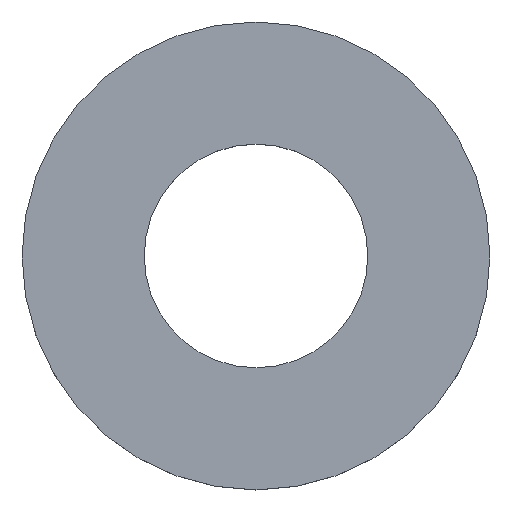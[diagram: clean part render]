
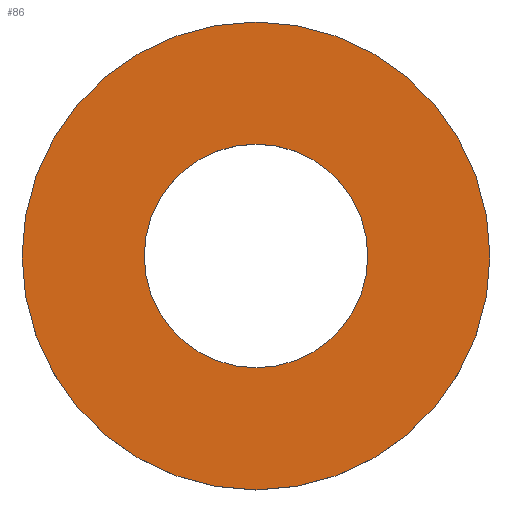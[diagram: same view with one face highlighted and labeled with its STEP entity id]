
A CAD part, top view. The second image highlights one B-rep face of the part: STEP entity #86.
In plain terms, the highlighted planar face has unit normal (0, 0, 1).
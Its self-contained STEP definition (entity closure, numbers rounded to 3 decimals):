
#29=FACE_BOUND('',#40,.T.);
#33=FACE_OUTER_BOUND('',#39,.T.);
#39=EDGE_LOOP('',(#74,#75));
#40=EDGE_LOOP('',(#76));
#45=CIRCLE('',#108,2.15);
#46=CIRCLE('',#110,4.5);
#47=CIRCLE('',#112,4.5);
#51=VERTEX_POINT('',#156);
#52=VERTEX_POINT('',#160);
#53=VERTEX_POINT('',#161);
#57=EDGE_CURVE('',#51,#51,#45,.T.);
#59=EDGE_CURVE('',#52,#53,#46,.T.);
#62=EDGE_CURVE('',#53,#52,#47,.T.);
#74=ORIENTED_EDGE('',*,*,#62,.T.);
#75=ORIENTED_EDGE('',*,*,#59,.T.);
#76=ORIENTED_EDGE('',*,*,#57,.F.);
#82=PLANE('',#111);
#86=ADVANCED_FACE('',(#33,#29),#82,.T.);
#108=AXIS2_PLACEMENT_3D('',#157,#129,#130);
#110=AXIS2_PLACEMENT_3D('',#162,#134,#135);
#111=AXIS2_PLACEMENT_3D('',#165,#138,#139);
#112=AXIS2_PLACEMENT_3D('',#166,#140,#141);
#129=DIRECTION('center_axis',(0.,0.,1.));
#130=DIRECTION('ref_axis',(1.,0.,0.));
#134=DIRECTION('center_axis',(0.,0.,1.));
#135=DIRECTION('ref_axis',(1.,0.,0.));
#138=DIRECTION('center_axis',(0.,0.,1.));
#139=DIRECTION('ref_axis',(1.,0.,0.));
#140=DIRECTION('center_axis',(0.,0.,1.));
#141=DIRECTION('ref_axis',(1.,0.,0.));
#156=CARTESIAN_POINT('',(2.15,0.,0.9));
#157=CARTESIAN_POINT('Origin',(0.,0.,0.9));
#160=CARTESIAN_POINT('',(4.5,0.,0.9));
#161=CARTESIAN_POINT('',(-4.5,0.,0.9));
#162=CARTESIAN_POINT('Origin',(0.,0.,0.9));
#165=CARTESIAN_POINT('Origin',(0.,0.,0.9));
#166=CARTESIAN_POINT('Origin',(0.,0.,0.9));
